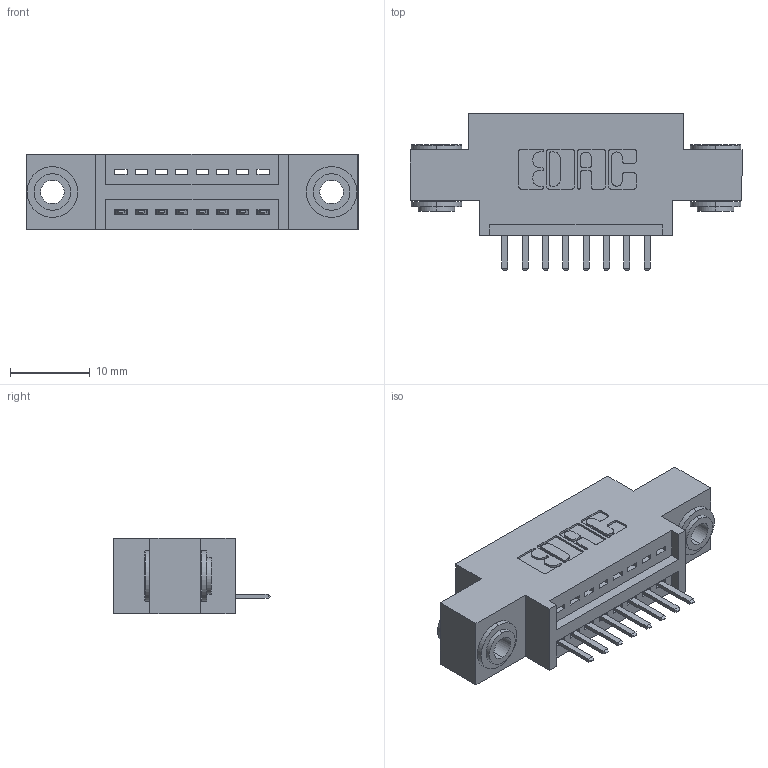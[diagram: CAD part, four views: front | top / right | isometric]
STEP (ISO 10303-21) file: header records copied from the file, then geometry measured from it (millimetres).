
FILE_DESCRIPTION (( 'STEP AP203' ), '1' );
FILE_NAME ('345-008-520-603.STEP', '2018-08-17T03:23:14', ( '' ), ( '' ), 'SwSTEP 2.0', 'SolidWorks 2016', '' );
FILE_SCHEMA (( 'CONFIG_CONTROL_DESIGN' ));
Length unit declared in the file: inch
Products named in the file (4): 345-292-001_345-293-120; 345-250-002_345-250-002-102; 345-008-520-603; 345 Part_0.170 Offset - 0.156 Dia-TH
Assembly tree (11 placements, depth 2):
  345-008-520-603
    345 Part_0.170 Offset - 0.156 Dia-TH
    345-292-001_345-293-120  x8
    345-250-002_345-250-002-102  x2
Bounding box: 41.53 x 19.68 x 9.4 mm (x, y, z)
Volume: 3548.9 mm3; surface area: 4519.9 mm2
Topology: 11 solids, 11 shells, 664 faces, 1901 edges, 1242 vertices
Faces by surface type: plane 430, cylinder 226, cone 8
Entity records: 11494 total; most frequent: CARTESIAN_POINT 1983, ORIENTED_EDGE 1906, DIRECTION 1799, EDGE_CURVE 953, LINE 761, VECTOR 761, VERTEX_POINT 630, AXIS2_PLACEMENT_3D 519
